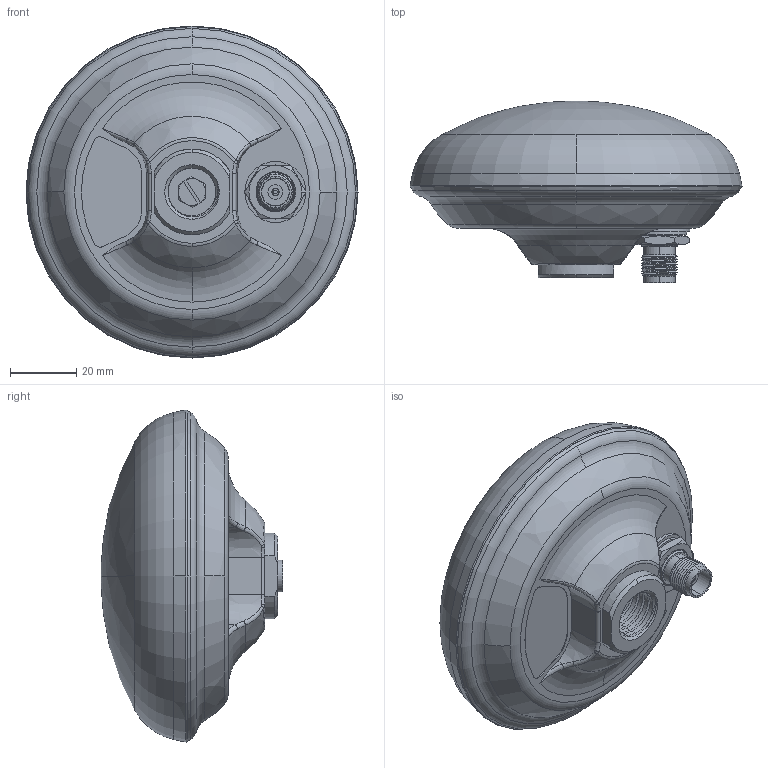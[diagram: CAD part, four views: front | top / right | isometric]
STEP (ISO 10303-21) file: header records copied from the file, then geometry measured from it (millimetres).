
FILE_DESCRIPTION (( 'STEP AP203' ), '1' );
FILE_NAME ('JCA208-蚳瞳妏蚚.STEP', '2020-04-23T06:38:24', ( 'Windows 蚚誧' ), ( '' ), 'SwSTEP 2.0', 'SolidWorks 2013', '' );
FILE_SCHEMA (( 'CONFIG_CONTROL_DESIGN' ));
Length unit declared in the file: millimetre
Products named in the file (1): JCA208-蚳瞳妏蚚
Bounding box: 100.48 x 55 x 100.48 mm (x, y, z)
Volume: 228232.7 mm3; surface area: 25903.1 mm2
Topology: 1 solids, 9 shells, 425 faces, 1179 edges, 760 vertices
Faces by surface type: cylinder 134, plane 112, bspline 99, cone 58, torus 22
Entity records: 30732 total; most frequent: CARTESIAN_POINT 21103, ORIENTED_EDGE 2354, DIRECTION 1587, EDGE_CURVE 1177, VERTEX_POINT 760, AXIS2_PLACEMENT_3D 630, EDGE_LOOP 457, ADVANCED_FACE 425
